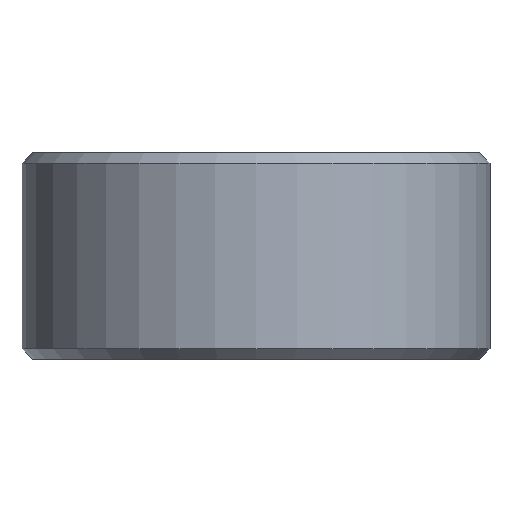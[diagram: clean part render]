
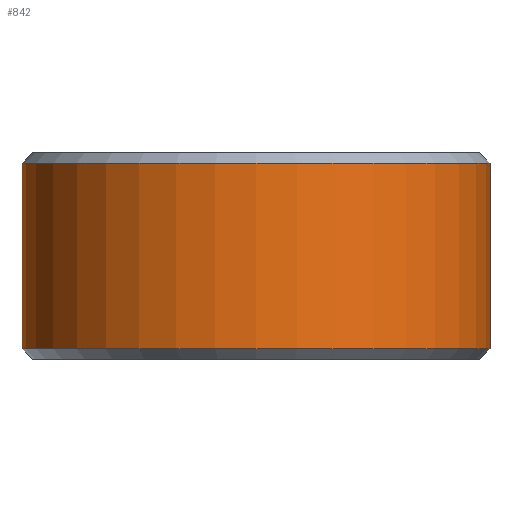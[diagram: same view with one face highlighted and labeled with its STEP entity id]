
A CAD part, front view. The second image highlights one B-rep face of the part: STEP entity #842.
In plain terms, the highlighted cylindrical face has radius 34 mm (diameter 68 mm), a partial arc.
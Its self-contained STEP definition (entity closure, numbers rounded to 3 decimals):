
#658 = CARTESIAN_POINT ( 'NONE',  ( -34., 0., -13.5 ) ) ;
#660 = CARTESIAN_POINT ( 'NONE',  ( -34., 0., 13.5 ) ) ;
#665 = CARTESIAN_POINT ( 'NONE',  ( 34., 0., -13.5 ) ) ;
#666 = CARTESIAN_POINT ( 'NONE',  ( 34., 0., 13.5 ) ) ;
#841 = EDGE_CURVE ( 'NONE', #2690, #2693, #2294, .T. ) ;
#842 = ADVANCED_FACE ( 'NONE', ( #2886 ), #1097, .T. ) ;
#853 = EDGE_CURVE ( 'NONE', #2689, #2695, #2298, .T. ) ;
#1093 = CARTESIAN_POINT ( 'NONE',  ( 0., 0., 15. ) ) ;
#1097 = CYLINDRICAL_SURFACE ( 'NONE', #2302, 34. ) ;
#1098 = DIRECTION ( 'NONE',  ( 0., 0., 1. ) ) ;
#1099 = CARTESIAN_POINT ( 'NONE',  ( 0., 0., -13.5 ) ) ;
#1100 = DIRECTION ( 'NONE',  ( 0., 0., 1. ) ) ;
#1101 = DIRECTION ( 'NONE',  ( 1., 0., 0. ) ) ;
#1102 = DIRECTION ( 'NONE',  ( 1., 0., 0. ) ) ;
#1152 = CARTESIAN_POINT ( 'NONE',  ( 0., 0., 13.5 ) ) ;
#1153 = DIRECTION ( 'NONE',  ( 0., 0., 1. ) ) ;
#1154 = DIRECTION ( 'NONE',  ( 1., 0., 0. ) ) ;
#1610 = EDGE_CURVE ( 'NONE', #2693, #2695, #2048, .T. ) ;
#1612 = EDGE_CURVE ( 'NONE', #2690, #2689, #2046, .T. ) ;
#2044 = CARTESIAN_POINT ( 'NONE',  ( 34., 0., 15. ) ) ;
#2046 = LINE ( 'NONE', #2047, #2343 ) ;
#2047 = CARTESIAN_POINT ( 'NONE',  ( -34., 0., 15. ) ) ;
#2048 = LINE ( 'NONE', #2044, #2339 ) ;
#2052 = DIRECTION ( 'NONE',  ( 0., 0., 1. ) ) ;
#2058 = DIRECTION ( 'NONE',  ( 0., 0., 1. ) ) ;
#2294 = CIRCLE ( 'NONE', #2299, 34. ) ;
#2298 = CIRCLE ( 'NONE', #2317, 34. ) ;
#2299 = AXIS2_PLACEMENT_3D ( 'NONE', #1099, #1100, #1101 ) ;
#2302 = AXIS2_PLACEMENT_3D ( 'NONE', #1093, #1098, #1102 ) ;
#2317 = AXIS2_PLACEMENT_3D ( 'NONE', #1152, #1153, #1154 ) ;
#2339 = VECTOR ( 'NONE', #2052, 1000. ) ;
#2343 = VECTOR ( 'NONE', #2058, 1000. ) ;
#2616 = ORIENTED_EDGE ( 'NONE', *, *, #853, .F. ) ;
#2628 = ORIENTED_EDGE ( 'NONE', *, *, #1610, .T. ) ;
#2634 = ORIENTED_EDGE ( 'NONE', *, *, #1612, .F. ) ;
#2638 = ORIENTED_EDGE ( 'NONE', *, *, #841, .T. ) ;
#2689 = VERTEX_POINT ( 'NONE', #660 ) ;
#2690 = VERTEX_POINT ( 'NONE', #658 ) ;
#2693 = VERTEX_POINT ( 'NONE', #665 ) ;
#2695 = VERTEX_POINT ( 'NONE', #666 ) ;
#2862 = EDGE_LOOP ( 'NONE', ( #2634, #2638, #2628, #2616 ) ) ;
#2886 = FACE_OUTER_BOUND ( 'NONE', #2862, .T. ) ;
